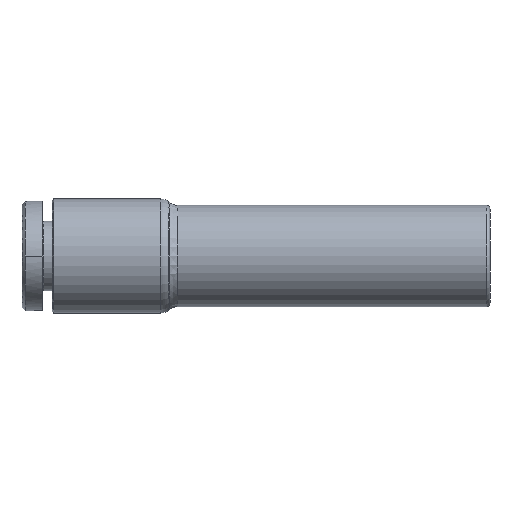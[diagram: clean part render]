
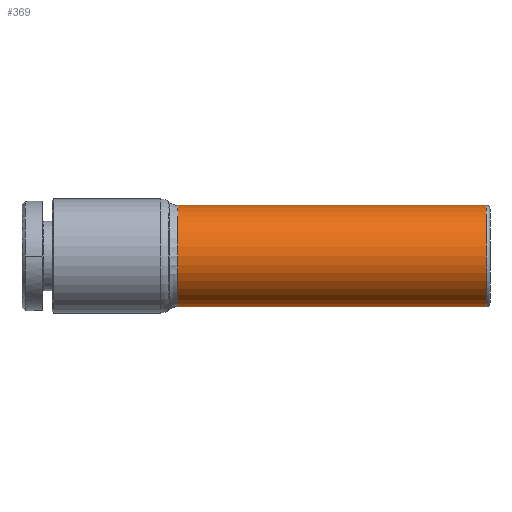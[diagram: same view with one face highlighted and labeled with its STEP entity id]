
A CAD part, front view. The second image highlights one B-rep face of the part: STEP entity #369.
In plain terms, the highlighted cylindrical face has radius 4 mm (diameter 8 mm), a partial arc.
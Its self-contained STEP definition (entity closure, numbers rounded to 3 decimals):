
#309=CARTESIAN_POINT('',(-10.556,0.,6.384));
#310=VERTEX_POINT('',#309);
#319=CARTESIAN_POINT('',(-10.556,0.,-1.616));
#320=VERTEX_POINT('',#319);
#328=CARTESIAN_POINT('',(-10.556,0.,2.384));
#329=DIRECTION('',(-1.0,0.0,0.0));
#330=DIRECTION('',(0.0,0.0,-1.0));
#331=AXIS2_PLACEMENT_3D('',#328,#329,#330);
#332=CIRCLE('',#331,4.);
#333=EDGE_CURVE('',#320,#310,#332,.T.);
#338=CARTESIAN_POINT('',(1.582,0.,2.384));
#339=DIRECTION('',(1.0,0.0,0.0));
#340=DIRECTION('',(0.0,0.0,1.0));
#341=AXIS2_PLACEMENT_3D('',#338,#339,#340);
#342=CYLINDRICAL_SURFACE('',#341,4.);
#343=CARTESIAN_POINT('',(13.782,0.,6.384));
#344=VERTEX_POINT('',#343);
#345=CARTESIAN_POINT('',(-10.556,0.,6.384));
#346=DIRECTION('',(1.0,0.0,0.0));
#347=VECTOR('',#346,24.338);
#348=LINE('',#345,#347);
#349=EDGE_CURVE('',#310,#344,#348,.T.);
#350=ORIENTED_EDGE('',*,*,#349,.F.);
#351=ORIENTED_EDGE('',*,*,#333,.F.);
#352=CARTESIAN_POINT('',(13.782,0.,-1.616));
#353=VERTEX_POINT('',#352);
#354=CARTESIAN_POINT('',(13.782,0.,-1.616));
#355=DIRECTION('',(-1.0,0.0,0.0));
#356=VECTOR('',#355,24.338);
#357=LINE('',#354,#356);
#358=EDGE_CURVE('',#353,#320,#357,.T.);
#359=ORIENTED_EDGE('',*,*,#358,.F.);
#360=CARTESIAN_POINT('',(13.782,0.,2.384));
#361=DIRECTION('',(1.0,0.0,0.0));
#362=DIRECTION('',(0.0,0.0,-1.0));
#363=AXIS2_PLACEMENT_3D('',#360,#361,#362);
#364=CIRCLE('',#363,4.);
#365=EDGE_CURVE('',#344,#353,#364,.T.);
#366=ORIENTED_EDGE('',*,*,#365,.F.);
#367=EDGE_LOOP('',(#350,#351,#359,#366));
#368=FACE_OUTER_BOUND('',#367,.T.);
#369=ADVANCED_FACE('',(#368),#342,.T.);
